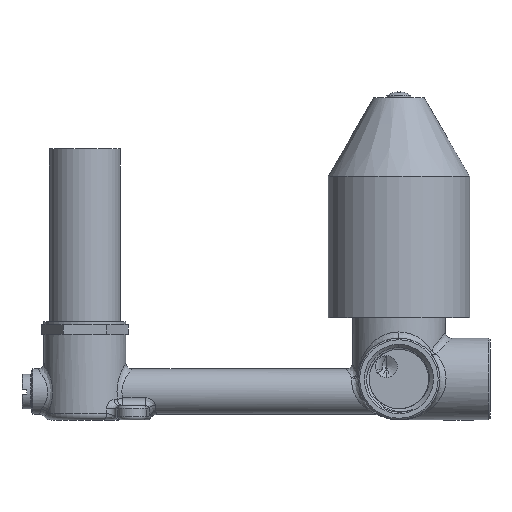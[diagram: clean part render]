
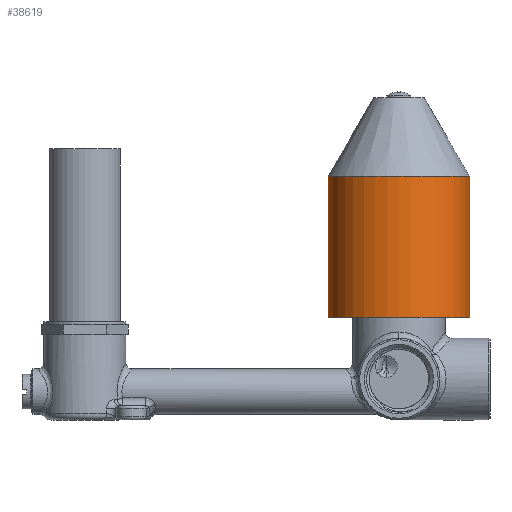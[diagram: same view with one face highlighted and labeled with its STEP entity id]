
A CAD part, top view. The second image highlights one B-rep face of the part: STEP entity #38619.
In plain terms, the highlighted cylindrical face has radius 22.5 mm (diameter 45 mm), a partial arc.
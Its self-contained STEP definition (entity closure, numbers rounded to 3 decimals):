
#38427=DIRECTION('',(0.,-1.,0.));
#38428=VECTOR('',#38427,45.);
#38429=CARTESIAN_POINT('',(-22.5,45.,0.));
#38430=LINE('',#38429,#38428);
#38431=CARTESIAN_POINT('',(0.,45.,0.));
#38432=DIRECTION('',(0.,1.,0.));
#38433=DIRECTION('',(-1.,0.,0.));
#38434=AXIS2_PLACEMENT_3D('',#38431,#38432,#38433);
#38436=DIRECTION('',(0.,-1.,0.));
#38437=VECTOR('',#38436,45.);
#38438=CARTESIAN_POINT('',(22.5,45.,0.));
#38439=LINE('',#38438,#38437);
#38440=CARTESIAN_POINT('',(0.,0.,0.));
#38441=DIRECTION('',(0.,1.,0.));
#38442=DIRECTION('',(-1.,0.,0.));
#38443=AXIS2_PLACEMENT_3D('',#38440,#38441,#38442);
#38515=CARTESIAN_POINT('',(-22.5,45.,0.));
#38517=VERTEX_POINT('',#38515);
#38518=CARTESIAN_POINT('',(-22.5,0.,0.));
#38519=VERTEX_POINT('',#38518);
#38521=CARTESIAN_POINT('',(22.5,45.,0.));
#38523=VERTEX_POINT('',#38521);
#38524=CARTESIAN_POINT('',(22.5,0.,0.));
#38525=VERTEX_POINT('',#38524);
#38607=CARTESIAN_POINT('',(0.,73.5,0.));
#38608=DIRECTION('',(0.,-1.,0.));
#38609=DIRECTION('',(-1.,0.,0.));
#38610=AXIS2_PLACEMENT_3D('',#38607,#38608,#38609);
#38611=CYLINDRICAL_SURFACE('',#38610,22.5);
#38612=ORIENTED_EDGE('',*,*,#38597,.F.);
#38613=ORIENTED_EDGE('',*,*,#38574,.T.);
#38614=ORIENTED_EDGE('',*,*,#38601,.T.);
#38616=ORIENTED_EDGE('',*,*,#38615,.F.);
#38617=EDGE_LOOP('',(#38612,#38613,#38614,#38616));
#38618=FACE_OUTER_BOUND('',#38617,.F.);
#38435=CIRCLE('',#38434,22.5);
#38444=CIRCLE('',#38443,22.5);
#38574=EDGE_CURVE('',#38517,#38523,#38435,.T.);
#38597=EDGE_CURVE('',#38517,#38519,#38430,.T.);
#38601=EDGE_CURVE('',#38523,#38525,#38439,.T.);
#38615=EDGE_CURVE('',#38519,#38525,#38444,.T.);
#38619=ADVANCED_FACE('',(#38618),#38611,.T.);
